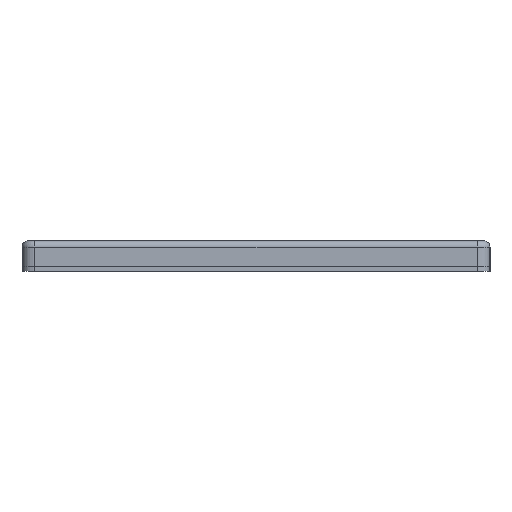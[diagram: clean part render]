
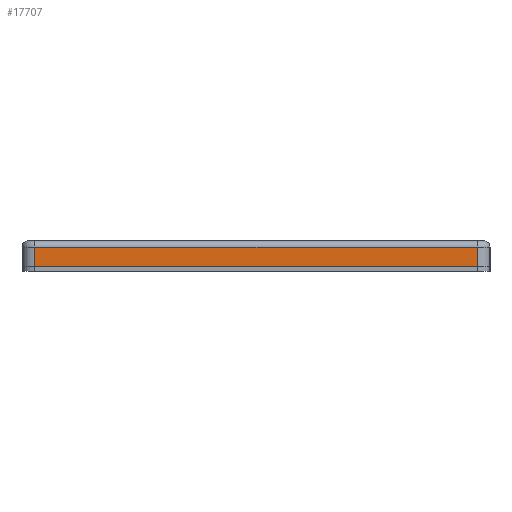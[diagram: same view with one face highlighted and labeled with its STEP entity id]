
A CAD part, left-side view. The second image highlights one B-rep face of the part: STEP entity #17707.
In plain terms, the highlighted planar face has unit normal (-1, 0, 0).
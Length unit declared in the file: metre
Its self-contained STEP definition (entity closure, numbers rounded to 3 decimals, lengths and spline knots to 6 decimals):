
#6018=ORIENTED_EDGE('',*,*,#8534,.T.);
#6019=ORIENTED_EDGE('',*,*,#8535,.T.);
#6020=ORIENTED_EDGE('',*,*,#8536,.T.);
#6021=ORIENTED_EDGE('',*,*,#8537,.T.);
#8534=EDGE_CURVE('',#10194,#10195,#11838,.F.);
#8535=EDGE_CURVE('',#10195,#10196,#11839,.F.);
#8536=EDGE_CURVE('',#10196,#10197,#11840,.T.);
#8537=EDGE_CURVE('',#10197,#10194,#11841,.T.);
#10194=VERTEX_POINT('',#34158);
#10195=VERTEX_POINT('',#34159);
#10196=VERTEX_POINT('',#34161);
#10197=VERTEX_POINT('',#34163);
#11838=LINE('',#34157,#13482);
#11839=LINE('',#34160,#13483);
#11840=LINE('',#34162,#13484);
#11841=LINE('',#34164,#13485);
#13482=VECTOR('',#29213,1.);
#13483=VECTOR('',#29214,1.);
#13484=VECTOR('',#29215,1.);
#13485=VECTOR('',#29216,1.);
#14547=EDGE_LOOP('',(#6018,#6019,#6020,#6021));
#15611=FACE_BOUND('',#14547,.T.);
#16055=PLANE('',#24356);
#17707=ADVANCED_FACE('',(#15611),#16055,.F.);
#24356=AXIS2_PLACEMENT_3D('',#34156,#29211,#29212);
#29211=DIRECTION('',(1.,0.,0.));
#29212=DIRECTION('',(0.,0.,-1.));
#29213=DIRECTION('',(0.,0.,-1.));
#29214=DIRECTION('',(0.,-1.,0.));
#29215=DIRECTION('',(0.,0.,-1.));
#29216=DIRECTION('',(0.,-1.,0.));
#34156=CARTESIAN_POINT('',(-0.204332,0.,0.005));
#34157=CARTESIAN_POINT('',(-0.204332,-0.086913,0.005));
#34158=CARTESIAN_POINT('',(-0.204332,-0.086913,-0.005));
#34159=CARTESIAN_POINT('',(-0.204332,-0.086913,0.0025));
#34160=CARTESIAN_POINT('',(-0.204332,0.086913,0.0025));
#34161=CARTESIAN_POINT('',(-0.204332,0.086913,0.0025));
#34162=CARTESIAN_POINT('',(-0.204332,0.086913,-0.005));
#34163=CARTESIAN_POINT('',(-0.204332,0.086913,-0.005));
#34164=CARTESIAN_POINT('',(-0.204332,0.,-0.005));
